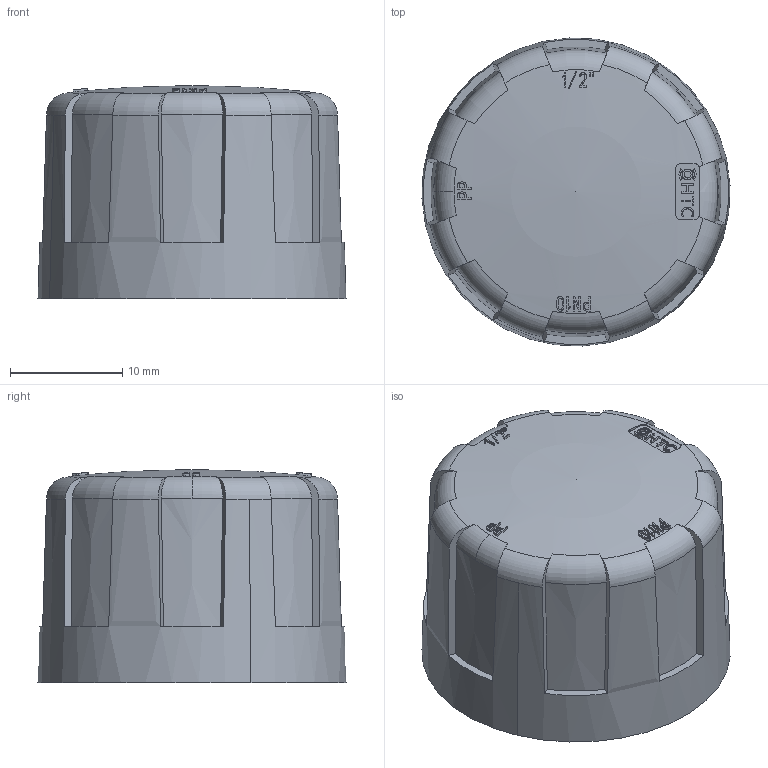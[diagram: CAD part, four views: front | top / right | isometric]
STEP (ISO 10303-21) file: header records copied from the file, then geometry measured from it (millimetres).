
FILE_DESCRIPTION (( 'STEP AP214' ), '1' );
FILE_NAME ('蚾饜极 1-2.STEP', '2025-07-08T05:38:44', ( '' ), ( '' ), 'SwSTEP 2.0', 'SolidWorks 2023', '' );
FILE_SCHEMA (( 'AUTOMOTIVE_DESIGN' ));
Length unit declared in the file: millimetre
Products named in the file (3): PF0816-6; 装配体 1-2; 2023-087
Assembly tree (2 placements, depth 2):
  装配体 1-2
    PF0816-6
    2023-087
Bounding box: 27.47 x 27.47 x 19 mm (x, y, z)
Volume: 5711.3 mm3; surface area: 5022.5 mm2
Topology: 2 solids, 2 shells, 264 faces, 691 edges, 455 vertices
Faces by surface type: plane 126, cylinder 45, sphere 28, bspline 28, torus 25, cone 12
Entity records: 12219 total; most frequent: CARTESIAN_POINT 5810, ORIENTED_EDGE 1376, DIRECTION 1294, EDGE_CURVE 688, AXIS2_PLACEMENT_3D 539, VERTEX_POINT 453, CIRCLE 298, EDGE_LOOP 291
